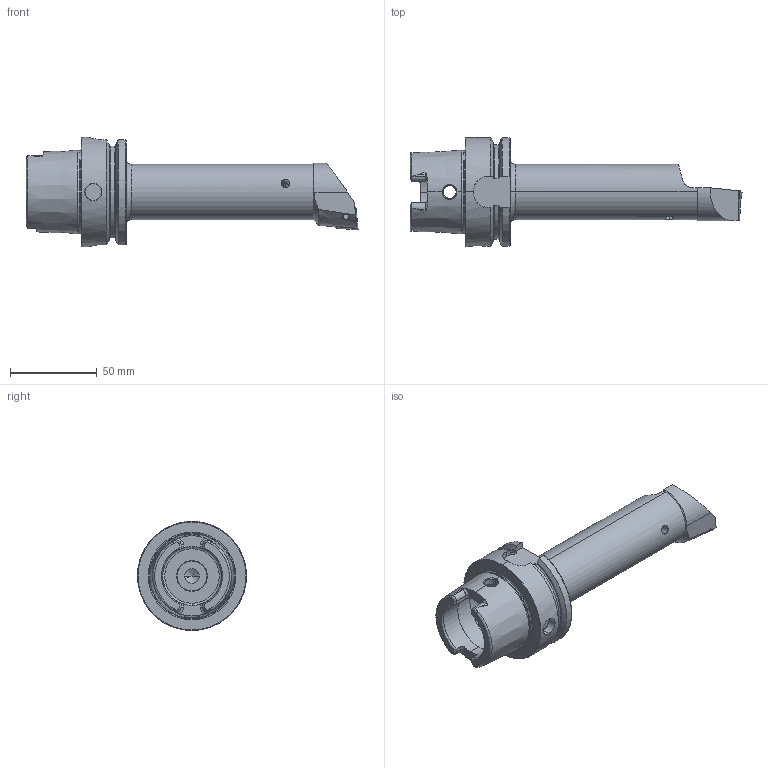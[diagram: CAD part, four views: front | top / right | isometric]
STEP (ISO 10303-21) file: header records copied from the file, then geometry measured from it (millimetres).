
FILE_DESCRIPTION (( 'STEP AP203' ), '1' );
FILE_NAME ('HA6-BCC.RLB.160.STEP', '2012-04-13T13:47:27', ( 'SwiAdmin' ), ( '' ), 'SwSTEP 2.0', 'SolidWorks 2012', '' );
FILE_SCHEMA (( 'CONFIG_CONTROL_DESIGN' ));
Length unit declared in the file: millimetre
Products named in the file (4): HA6-BCC.RLB.160; WCC-ER2.001.010_A; CCMT120404; HA6-BCC.RLB.160_B
Assembly tree (3 placements, depth 2):
  HA6-BCC.RLB.160
    HA6-BCC.RLB.160_B
    CCMT120404
    WCC-ER2.001.010_A
Bounding box: 191.86 x 63 x 63 mm (x, y, z)
Volume: 169921.2 mm3; surface area: 38557.8 mm2
Topology: 3 solids, 3 shells, 270 faces, 711 edges, 436 vertices
Faces by surface type: cylinder 83, plane 73, cone 59, torus 39, bspline 16
Entity records: 10243 total; most frequent: CARTESIAN_POINT 3527, ORIENTED_EDGE 1394, DIRECTION 1253, EDGE_CURVE 697, AXIS2_PLACEMENT_3D 499, VERTEX_POINT 436, EDGE_LOOP 285, FACE_OUTER_BOUND 270
